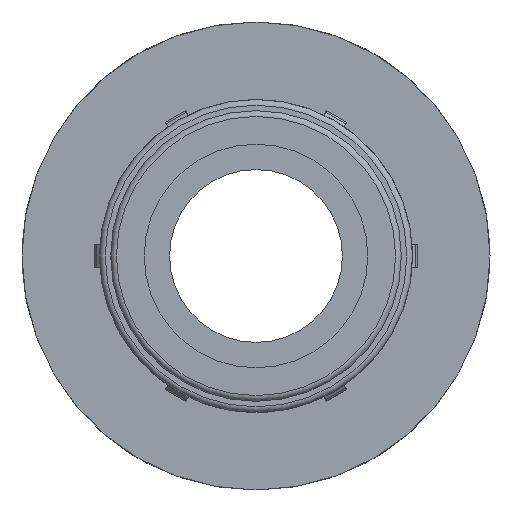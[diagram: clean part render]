
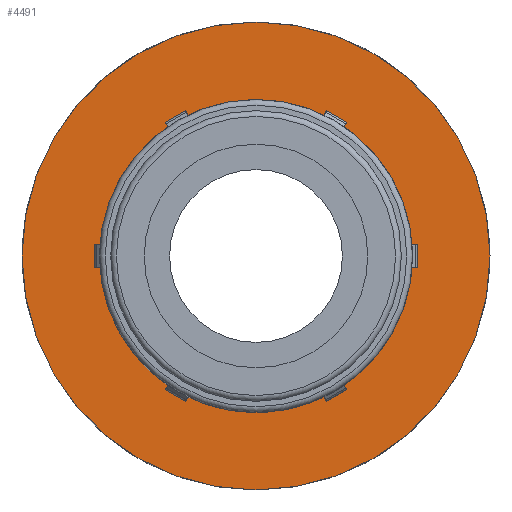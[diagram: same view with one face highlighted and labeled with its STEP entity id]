
A CAD part, left-side view. The second image highlights one B-rep face of the part: STEP entity #4491.
In plain terms, the highlighted planar face has unit normal (-1, 0, 0).
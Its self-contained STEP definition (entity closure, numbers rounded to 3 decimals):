
#40=FACE_BOUND('',#876,.T.);
#284=CIRCLE('',#4849,12.829);
#285=CIRCLE('',#4851,12.829);
#286=CIRCLE('',#4853,12.829);
#287=CIRCLE('',#4855,12.829);
#288=CIRCLE('',#4857,12.829);
#324=CIRCLE('',#4941,19.5);
#325=CIRCLE('',#4942,12.829);
#605=FACE_OUTER_BOUND('',#875,.T.);
#875=EDGE_LOOP('',(#4020));
#876=EDGE_LOOP('',(#4021,#4022,#4023,#4024,#4025,#4026,#4027,#4028,#4029,
#4030,#4031,#4032,#4033,#4034,#4035,#4036,#4037,#4038,#4039,#4040,#4041,
#4042,#4043,#4044));
#926=LINE('',#6404,#1280);
#944=LINE('',#6473,#1298);
#956=LINE('',#6507,#1310);
#985=LINE('',#6678,#1339);
#1003=LINE('',#6747,#1357);
#1015=LINE('',#6781,#1369);
#1044=LINE('',#6952,#1398);
#1062=LINE('',#7021,#1416);
#1074=LINE('',#7055,#1428);
#1103=LINE('',#7226,#1457);
#1121=LINE('',#7295,#1475);
#1133=LINE('',#7329,#1487);
#1162=LINE('',#7500,#1516);
#1180=LINE('',#7569,#1534);
#1192=LINE('',#7603,#1546);
#1213=LINE('',#7883,#1567);
#1221=LINE('',#7907,#1575);
#1226=LINE('',#7920,#1580);
#1280=VECTOR('',#5039,0.037);
#1298=VECTOR('',#5087,0.037);
#1310=VECTOR('',#5121,1.95);
#1339=VECTOR('',#5196,0.037);
#1357=VECTOR('',#5244,0.037);
#1369=VECTOR('',#5278,1.95);
#1398=VECTOR('',#5353,0.037);
#1416=VECTOR('',#5401,0.037);
#1428=VECTOR('',#5435,1.95);
#1457=VECTOR('',#5510,0.037);
#1475=VECTOR('',#5558,0.037);
#1487=VECTOR('',#5592,1.95);
#1516=VECTOR('',#5667,0.037);
#1534=VECTOR('',#5715,0.037);
#1546=VECTOR('',#5749,1.95);
#1567=VECTOR('',#6008,1.95);
#1575=VECTOR('',#6028,0.037);
#1580=VECTOR('',#6041,0.037);
#1720=VERTEX_POINT('',#6399);
#1721=VERTEX_POINT('',#6403);
#1748=VERTEX_POINT('',#6470);
#1749=VERTEX_POINT('',#6472);
#1788=VERTEX_POINT('',#6673);
#1789=VERTEX_POINT('',#6677);
#1816=VERTEX_POINT('',#6744);
#1817=VERTEX_POINT('',#6746);
#1856=VERTEX_POINT('',#6947);
#1857=VERTEX_POINT('',#6951);
#1884=VERTEX_POINT('',#7018);
#1885=VERTEX_POINT('',#7020);
#1924=VERTEX_POINT('',#7221);
#1925=VERTEX_POINT('',#7225);
#1952=VERTEX_POINT('',#7292);
#1953=VERTEX_POINT('',#7294);
#1992=VERTEX_POINT('',#7495);
#1993=VERTEX_POINT('',#7499);
#2020=VERTEX_POINT('',#7566);
#2021=VERTEX_POINT('',#7568);
#2053=VERTEX_POINT('',#7831);
#2067=VERTEX_POINT('',#7880);
#2068=VERTEX_POINT('',#7882);
#2082=VERTEX_POINT('',#7919);
#2108=VERTEX_POINT('',#8035);
#2164=EDGE_CURVE('',#1721,#1720,#926,.T.);
#2195=EDGE_CURVE('',#1749,#1748,#944,.T.);
#2209=EDGE_CURVE('',#1748,#1721,#956,.T.);
#2259=EDGE_CURVE('',#1789,#1788,#985,.T.);
#2290=EDGE_CURVE('',#1817,#1816,#1003,.T.);
#2304=EDGE_CURVE('',#1816,#1789,#1015,.T.);
#2354=EDGE_CURVE('',#1857,#1856,#1044,.T.);
#2385=EDGE_CURVE('',#1885,#1884,#1062,.T.);
#2399=EDGE_CURVE('',#1884,#1857,#1074,.T.);
#2449=EDGE_CURVE('',#1925,#1924,#1103,.T.);
#2480=EDGE_CURVE('',#1953,#1952,#1121,.T.);
#2494=EDGE_CURVE('',#1952,#1925,#1133,.T.);
#2544=EDGE_CURVE('',#1993,#1992,#1162,.T.);
#2575=EDGE_CURVE('',#2021,#2020,#1180,.T.);
#2589=EDGE_CURVE('',#2020,#1993,#1192,.T.);
#2671=EDGE_CURVE('',#2053,#2021,#284,.T.);
#2673=EDGE_CURVE('',#1992,#1953,#285,.T.);
#2674=EDGE_CURVE('',#1924,#1885,#286,.T.);
#2675=EDGE_CURVE('',#1856,#1817,#287,.T.);
#2676=EDGE_CURVE('',#1788,#1749,#288,.T.);
#2695=EDGE_CURVE('',#2068,#2067,#1213,.T.);
#2708=EDGE_CURVE('',#2067,#2053,#1221,.T.);
#2714=EDGE_CURVE('',#2082,#2068,#1226,.T.);
#2764=EDGE_CURVE('',#2108,#2108,#324,.T.);
#2765=EDGE_CURVE('',#1720,#2082,#325,.T.);
#4020=ORIENTED_EDGE('',*,*,#2764,.F.);
#4021=ORIENTED_EDGE('',*,*,#2164,.T.);
#4022=ORIENTED_EDGE('',*,*,#2765,.T.);
#4023=ORIENTED_EDGE('',*,*,#2714,.T.);
#4024=ORIENTED_EDGE('',*,*,#2695,.T.);
#4025=ORIENTED_EDGE('',*,*,#2708,.T.);
#4026=ORIENTED_EDGE('',*,*,#2671,.T.);
#4027=ORIENTED_EDGE('',*,*,#2575,.T.);
#4028=ORIENTED_EDGE('',*,*,#2589,.T.);
#4029=ORIENTED_EDGE('',*,*,#2544,.T.);
#4030=ORIENTED_EDGE('',*,*,#2673,.T.);
#4031=ORIENTED_EDGE('',*,*,#2480,.T.);
#4032=ORIENTED_EDGE('',*,*,#2494,.T.);
#4033=ORIENTED_EDGE('',*,*,#2449,.T.);
#4034=ORIENTED_EDGE('',*,*,#2674,.T.);
#4035=ORIENTED_EDGE('',*,*,#2385,.T.);
#4036=ORIENTED_EDGE('',*,*,#2399,.T.);
#4037=ORIENTED_EDGE('',*,*,#2354,.T.);
#4038=ORIENTED_EDGE('',*,*,#2675,.T.);
#4039=ORIENTED_EDGE('',*,*,#2290,.T.);
#4040=ORIENTED_EDGE('',*,*,#2304,.T.);
#4041=ORIENTED_EDGE('',*,*,#2259,.T.);
#4042=ORIENTED_EDGE('',*,*,#2676,.T.);
#4043=ORIENTED_EDGE('',*,*,#2195,.T.);
#4044=ORIENTED_EDGE('',*,*,#2209,.T.);
#4244=PLANE('',#4940);
#4491=ADVANCED_FACE('',(#605,#40),#4244,.T.);
#4849=AXIS2_PLACEMENT_3D('',#7832,#5954,#5955);
#4851=AXIS2_PLACEMENT_3D('',#7837,#5958,#5959);
#4853=AXIS2_PLACEMENT_3D('',#7839,#5962,#5963);
#4855=AXIS2_PLACEMENT_3D('',#7841,#5966,#5967);
#4857=AXIS2_PLACEMENT_3D('',#7843,#5970,#5971);
#4940=AXIS2_PLACEMENT_3D('',#8034,#6187,#6188);
#4941=AXIS2_PLACEMENT_3D('',#8036,#6189,#6190);
#4942=AXIS2_PLACEMENT_3D('',#8037,#6191,#6192);
#5039=DIRECTION('',(0.,-0.5,0.866));
#5087=DIRECTION('',(0.,0.5,-0.866));
#5121=DIRECTION('',(0.,0.866,0.5));
#5196=DIRECTION('',(0.,0.5,0.866));
#5244=DIRECTION('',(0.,-0.5,-0.866));
#5278=DIRECTION('',(0.,0.866,-0.5));
#5353=DIRECTION('',(0.,1.,0.));
#5401=DIRECTION('',(0.,-1.,0.));
#5435=DIRECTION('',(0.,0.,-1.));
#5510=DIRECTION('',(0.,0.5,-0.866));
#5558=DIRECTION('',(0.,-0.5,0.866));
#5592=DIRECTION('',(0.,-0.866,-0.5));
#5667=DIRECTION('',(0.,-0.5,-0.866));
#5715=DIRECTION('',(0.,0.5,0.866));
#5749=DIRECTION('',(0.,-0.866,0.5));
#5954=DIRECTION('center_axis',(1.,0.,0.));
#5955=DIRECTION('ref_axis',(0.,0.,-1.));
#5958=DIRECTION('center_axis',(1.,0.,0.));
#5959=DIRECTION('ref_axis',(0.,0.,-1.));
#5962=DIRECTION('center_axis',(1.,0.,0.));
#5963=DIRECTION('ref_axis',(0.,0.,-1.));
#5966=DIRECTION('center_axis',(1.,0.,0.));
#5967=DIRECTION('ref_axis',(0.,0.,-1.));
#5970=DIRECTION('center_axis',(1.,0.,0.));
#5971=DIRECTION('ref_axis',(0.,0.,-1.));
#6008=DIRECTION('',(0.,0.,1.));
#6028=DIRECTION('',(0.,-1.,0.));
#6041=DIRECTION('',(0.,1.,0.));
#6187=DIRECTION('center_axis',(-1.,0.,0.));
#6188=DIRECTION('ref_axis',(0.,0.,1.));
#6189=DIRECTION('center_axis',(1.,0.,0.));
#6190=DIRECTION('ref_axis',(0.,0.,-1.));
#6191=DIRECTION('center_axis',(1.,0.,0.));
#6192=DIRECTION('ref_axis',(0.,0.,-1.));
#6399=CARTESIAN_POINT('',(20.2,7.24,-10.59));
#6403=CARTESIAN_POINT('',(20.2,7.259,-10.622));
#6404=CARTESIAN_POINT('',(20.2,5.923,-8.31));
#6470=CARTESIAN_POINT('',(20.2,5.57,-11.597));
#6472=CARTESIAN_POINT('',(20.2,5.551,-11.565));
#6473=CARTESIAN_POINT('',(20.2,4.235,-9.285));
#6507=CARTESIAN_POINT('',(20.2,13.727,-6.888));
#6673=CARTESIAN_POINT('',(20.2,-5.551,-11.565));
#6677=CARTESIAN_POINT('',(20.2,-5.57,-11.597));
#6678=CARTESIAN_POINT('',(20.2,0.64,-0.841));
#6744=CARTESIAN_POINT('',(20.2,-7.259,-10.622));
#6746=CARTESIAN_POINT('',(20.2,-7.24,-10.59));
#6747=CARTESIAN_POINT('',(20.2,-1.048,0.134));
#6781=CARTESIAN_POINT('',(20.2,0.898,-15.332));
#6947=CARTESIAN_POINT('',(20.2,-12.791,-0.975));
#6951=CARTESIAN_POINT('',(20.2,-12.829,-0.975));
#6952=CARTESIAN_POINT('',(20.2,4.467,-0.975));
#7018=CARTESIAN_POINT('',(20.2,-12.829,0.975));
#7020=CARTESIAN_POINT('',(20.2,-12.791,0.975));
#7021=CARTESIAN_POINT('',(20.2,4.467,0.975));
#7055=CARTESIAN_POINT('',(20.2,-12.829,0.));
#7221=CARTESIAN_POINT('',(20.2,-7.24,10.59));
#7225=CARTESIAN_POINT('',(20.2,-7.259,10.622));
#7226=CARTESIAN_POINT('',(20.2,-1.048,-0.134));
#7292=CARTESIAN_POINT('',(20.2,-5.57,11.597));
#7294=CARTESIAN_POINT('',(20.2,-5.551,11.565));
#7295=CARTESIAN_POINT('',(20.2,0.64,0.841));
#7329=CARTESIAN_POINT('',(20.2,0.898,15.332));
#7495=CARTESIAN_POINT('',(20.2,5.551,11.565));
#7499=CARTESIAN_POINT('',(20.2,5.57,11.597));
#7500=CARTESIAN_POINT('',(20.2,4.235,9.285));
#7566=CARTESIAN_POINT('',(20.2,7.259,10.622));
#7568=CARTESIAN_POINT('',(20.2,7.24,10.59));
#7569=CARTESIAN_POINT('',(20.2,5.923,8.31));
#7603=CARTESIAN_POINT('',(20.2,13.727,6.888));
#7831=CARTESIAN_POINT('',(20.2,12.791,0.975));
#7832=CARTESIAN_POINT('Origin',(20.2,0.,0.));
#7837=CARTESIAN_POINT('Origin',(20.2,0.,0.));
#7839=CARTESIAN_POINT('Origin',(20.2,0.,0.));
#7841=CARTESIAN_POINT('Origin',(20.2,0.,0.));
#7843=CARTESIAN_POINT('Origin',(20.2,0.,0.));
#7880=CARTESIAN_POINT('',(20.2,12.829,0.975));
#7882=CARTESIAN_POINT('',(20.2,12.829,-0.975));
#7883=CARTESIAN_POINT('',(20.2,12.829,0.));
#7907=CARTESIAN_POINT('',(20.2,15.033,0.975));
#7919=CARTESIAN_POINT('',(20.2,12.791,-0.975));
#7920=CARTESIAN_POINT('',(20.2,15.033,-0.975));
#8034=CARTESIAN_POINT('Origin',(20.2,19.5,0.));
#8035=CARTESIAN_POINT('',(20.2,19.5,0.));
#8036=CARTESIAN_POINT('Origin',(20.2,0.,0.));
#8037=CARTESIAN_POINT('Origin',(20.2,0.,0.));
